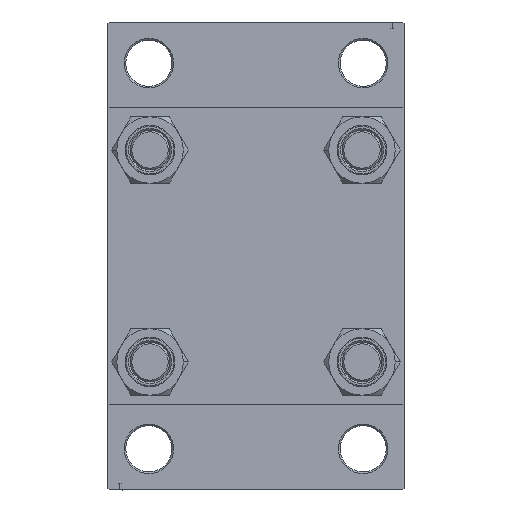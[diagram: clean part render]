
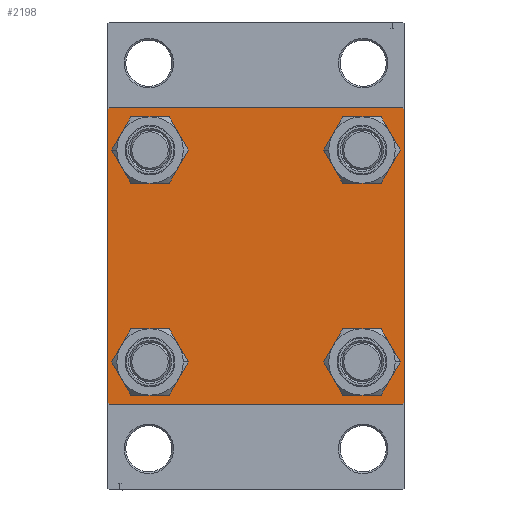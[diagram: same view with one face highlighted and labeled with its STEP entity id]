
A CAD part, left-side view. The second image highlights one B-rep face of the part: STEP entity #2198.
In plain terms, the highlighted planar face has unit normal (-1, 0, 0).
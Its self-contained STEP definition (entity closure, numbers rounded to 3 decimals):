
#113 = ORIENTED_EDGE ( 'NONE', *, *, #4135, .T. ) ;
#123 = CARTESIAN_POINT ( 'NONE',  ( 0., -45., 45. ) ) ;
#1042 = FACE_BOUND ( 'NONE', #34803, .T. ) ;
#1877 = AXIS2_PLACEMENT_3D ( 'NONE', #24962, #16577, #48096 ) ;
#2198 = ADVANCED_FACE ( 'NONE', ( #24717, #43531, #5351, #1042, #23979 ), #17079, .T. ) ;
#2231 = DIRECTION ( 'NONE',  ( 0., 0., -1. ) ) ;
#2584 = CIRCLE ( 'NONE', #14066, 6.5 ) ;
#2662 = AXIS2_PLACEMENT_3D ( 'NONE', #40944, #37120, #17813 ) ;
#2698 = LINE ( 'NONE', #49240, #13544 ) ;
#2767 = CARTESIAN_POINT ( 'NONE',  ( 0., 32.15, 32.15 ) ) ;
#3728 = AXIS2_PLACEMENT_3D ( 'NONE', #41212, #18089, #22160 ) ;
#4135 = EDGE_CURVE ( 'NONE', #47264, #27695, #48254, .T. ) ;
#4727 = VERTEX_POINT ( 'NONE', #11326 ) ;
#4969 = AXIS2_PLACEMENT_3D ( 'NONE', #8689, #35662, #5618 ) ;
#5351 = FACE_BOUND ( 'NONE', #36056, .T. ) ;
#5618 = DIRECTION ( 'NONE',  ( 0., 0., 1. ) ) ;
#5633 = DIRECTION ( 'NONE',  ( 1., 0., 0. ) ) ;
#5768 = DIRECTION ( 'NONE',  ( 0., 0., 1. ) ) ;
#6424 = CARTESIAN_POINT ( 'NONE',  ( 0., -32.15, 38.65 ) ) ;
#7671 = ORIENTED_EDGE ( 'NONE', *, *, #40473, .T. ) ;
#8689 = CARTESIAN_POINT ( 'NONE',  ( 0., -32.15, -32.15 ) ) ;
#8769 = LINE ( 'NONE', #16183, #42483 ) ;
#8784 = ORIENTED_EDGE ( 'NONE', *, *, #21638, .T. ) ;
#9065 = AXIS2_PLACEMENT_3D ( 'NONE', #10597, #14671, #23093 ) ;
#9213 = CARTESIAN_POINT ( 'NONE',  ( 0., 32.15, -32.15 ) ) ;
#10320 = EDGE_CURVE ( 'NONE', #4727, #12395, #27181, .T. ) ;
#10399 = EDGE_LOOP ( 'NONE', ( #11187, #113 ) ) ;
#10453 = CARTESIAN_POINT ( 'NONE',  ( 0., -44.5, -45. ) ) ;
#10597 = CARTESIAN_POINT ( 'NONE',  ( 0., -32.15, -32.15 ) ) ;
#10621 = VECTOR ( 'NONE', #32246, 1000. ) ;
#11187 = ORIENTED_EDGE ( 'NONE', *, *, #39630, .T. ) ;
#11326 = CARTESIAN_POINT ( 'NONE',  ( 0., 45., -44.5 ) ) ;
#11384 = LINE ( 'NONE', #19813, #33041 ) ;
#11639 = DIRECTION ( 'NONE',  ( 0., -0.707, 0.707 ) ) ;
#12395 = VERTEX_POINT ( 'NONE', #34118 ) ;
#12576 = EDGE_CURVE ( 'NONE', #14143, #16314, #45603, .T. ) ;
#12771 = CARTESIAN_POINT ( 'NONE',  ( 0., 44.5, 45. ) ) ;
#12916 = VERTEX_POINT ( 'NONE', #43641 ) ;
#12960 = ORIENTED_EDGE ( 'NONE', *, *, #10320, .T. ) ;
#13160 = CARTESIAN_POINT ( 'NONE',  ( 0., -32.15, 32.15 ) ) ;
#13544 = VECTOR ( 'NONE', #26124, 1000. ) ;
#14066 = AXIS2_PLACEMENT_3D ( 'NONE', #9213, #5633, #48861 ) ;
#14143 = VERTEX_POINT ( 'NONE', #21037 ) ;
#14671 = DIRECTION ( 'NONE',  ( 1., 0., 0. ) ) ;
#15641 = EDGE_CURVE ( 'NONE', #12916, #42534, #26919, .T. ) ;
#16183 = CARTESIAN_POINT ( 'NONE',  ( 0., -44.75, 44.75 ) ) ;
#16287 = ORIENTED_EDGE ( 'NONE', *, *, #18219, .T. ) ;
#16314 = VERTEX_POINT ( 'NONE', #31848 ) ;
#16401 = LINE ( 'NONE', #123, #34826 ) ;
#16577 = DIRECTION ( 'NONE',  ( -1., 0., 0. ) ) ;
#16857 = ORIENTED_EDGE ( 'NONE', *, *, #34603, .F. ) ;
#17075 = ORIENTED_EDGE ( 'NONE', *, *, #44615, .T. ) ;
#17079 = PLANE ( 'NONE',  #1877 ) ;
#17193 = AXIS2_PLACEMENT_3D ( 'NONE', #2767, #30251, #41937 ) ;
#17578 = CARTESIAN_POINT ( 'NONE',  ( 0., -45., -44.5 ) ) ;
#17813 = DIRECTION ( 'NONE',  ( 0., 0., 1. ) ) ;
#17861 = ORIENTED_EDGE ( 'NONE', *, *, #12576, .T. ) ;
#18089 = DIRECTION ( 'NONE',  ( 1., 0., 0. ) ) ;
#18219 = EDGE_CURVE ( 'NONE', #12395, #28882, #2698, .T. ) ;
#18802 = VERTEX_POINT ( 'NONE', #17578 ) ;
#19446 = LINE ( 'NONE', #34938, #40515 ) ;
#19813 = CARTESIAN_POINT ( 'NONE',  ( 0., -44.75, -44.75 ) ) ;
#20112 = ORIENTED_EDGE ( 'NONE', *, *, #15641, .T. ) ;
#21037 = CARTESIAN_POINT ( 'NONE',  ( 0., 32.15, 25.65 ) ) ;
#21076 = EDGE_CURVE ( 'NONE', #47632, #4727, #44711, .T. ) ;
#21120 = CARTESIAN_POINT ( 'NONE',  ( 0., -32.15, -25.65 ) ) ;
#21638 = EDGE_CURVE ( 'NONE', #16314, #14143, #28892, .T. ) ;
#22048 = CIRCLE ( 'NONE', #26081, 6.5 ) ;
#22160 = DIRECTION ( 'NONE',  ( 0., 0., 1. ) ) ;
#22421 = VERTEX_POINT ( 'NONE', #44335 ) ;
#23093 = DIRECTION ( 'NONE',  ( 0., 0., 1. ) ) ;
#23205 = CARTESIAN_POINT ( 'NONE',  ( 0., -44.5, 45. ) ) ;
#23377 = DIRECTION ( 'NONE',  ( 0., -0.707, -0.707 ) ) ;
#23979 = FACE_OUTER_BOUND ( 'NONE', #46072, .T. ) ;
#24038 = ORIENTED_EDGE ( 'NONE', *, *, #32066, .F. ) ;
#24315 = DIRECTION ( 'NONE',  ( 0., 0.707, 0.707 ) ) ;
#24717 = FACE_BOUND ( 'NONE', #10399, .T. ) ;
#24962 = CARTESIAN_POINT ( 'NONE',  ( 0., 0., 0. ) ) ;
#25064 = EDGE_CURVE ( 'NONE', #28882, #18802, #11384, .T. ) ;
#26081 = AXIS2_PLACEMENT_3D ( 'NONE', #13160, #47762, #5768 ) ;
#26124 = DIRECTION ( 'NONE',  ( 0., -1., 0. ) ) ;
#26676 = EDGE_LOOP ( 'NONE', ( #7671, #20112 ) ) ;
#26919 = CIRCLE ( 'NONE', #4969, 6.5 ) ;
#27181 = LINE ( 'NONE', #27433, #36499 ) ;
#27433 = CARTESIAN_POINT ( 'NONE',  ( 0., 44.75, -44.75 ) ) ;
#27695 = VERTEX_POINT ( 'NONE', #6424 ) ;
#27994 = ORIENTED_EDGE ( 'NONE', *, *, #25064, .T. ) ;
#28882 = VERTEX_POINT ( 'NONE', #10453 ) ;
#28892 = CIRCLE ( 'NONE', #3728, 6.5 ) ;
#29080 = CARTESIAN_POINT ( 'NONE',  ( 0., -32.15, 32.15 ) ) ;
#29930 = VERTEX_POINT ( 'NONE', #35389 ) ;
#30251 = DIRECTION ( 'NONE',  ( 1., 0., 0. ) ) ;
#31848 = CARTESIAN_POINT ( 'NONE',  ( 0., 32.15, 38.65 ) ) ;
#31900 = DIRECTION ( 'NONE',  ( 0., 0., -1. ) ) ;
#32066 = EDGE_CURVE ( 'NONE', #38375, #44790, #19446, .T. ) ;
#32246 = DIRECTION ( 'NONE',  ( 0., 0.707, -0.707 ) ) ;
#32986 = CARTESIAN_POINT ( 'NONE',  ( 0., 44.75, 44.75 ) ) ;
#33041 = VECTOR ( 'NONE', #11639, 1000. ) ;
#33638 = CARTESIAN_POINT ( 'NONE',  ( 0., 32.15, -38.65 ) ) ;
#34118 = CARTESIAN_POINT ( 'NONE',  ( 0., 44.5, -45. ) ) ;
#34603 = EDGE_CURVE ( 'NONE', #29930, #18802, #16401, .T. ) ;
#34803 = EDGE_LOOP ( 'NONE', ( #8784, #17861 ) ) ;
#34826 = VECTOR ( 'NONE', #31900, 1000. ) ;
#34938 = CARTESIAN_POINT ( 'NONE',  ( 0., 45., 45. ) ) ;
#35389 = CARTESIAN_POINT ( 'NONE',  ( 0., -45., 44.5 ) ) ;
#35662 = DIRECTION ( 'NONE',  ( 1., 0., 0. ) ) ;
#36056 = EDGE_LOOP ( 'NONE', ( #17075, #48841 ) ) ;
#36431 = VERTEX_POINT ( 'NONE', #33638 ) ;
#36499 = VECTOR ( 'NONE', #23377, 1000. ) ;
#37120 = DIRECTION ( 'NONE',  ( 1., 0., 0. ) ) ;
#38375 = VERTEX_POINT ( 'NONE', #12771 ) ;
#38501 = ORIENTED_EDGE ( 'NONE', *, *, #43187, .T. ) ;
#39342 = AXIS2_PLACEMENT_3D ( 'NONE', #29080, #44343, #48406 ) ;
#39611 = EDGE_CURVE ( 'NONE', #38375, #47632, #48259, .T. ) ;
#39630 = EDGE_CURVE ( 'NONE', #27695, #47264, #22048, .T. ) ;
#40473 = EDGE_CURVE ( 'NONE', #42534, #12916, #42371, .T. ) ;
#40515 = VECTOR ( 'NONE', #48133, 1000. ) ;
#40944 = CARTESIAN_POINT ( 'NONE',  ( 0., 32.15, -32.15 ) ) ;
#41038 = CARTESIAN_POINT ( 'NONE',  ( 0., -32.15, 25.65 ) ) ;
#41212 = CARTESIAN_POINT ( 'NONE',  ( 0., 32.15, 32.15 ) ) ;
#41501 = ORIENTED_EDGE ( 'NONE', *, *, #21076, .T. ) ;
#41840 = VECTOR ( 'NONE', #2231, 1000. ) ;
#41937 = DIRECTION ( 'NONE',  ( 0., 0., 1. ) ) ;
#42371 = CIRCLE ( 'NONE', #9065, 6.5 ) ;
#42483 = VECTOR ( 'NONE', #24315, 1000. ) ;
#42534 = VERTEX_POINT ( 'NONE', #21120 ) ;
#43187 = EDGE_CURVE ( 'NONE', #29930, #44790, #8769, .T. ) ;
#43531 = FACE_BOUND ( 'NONE', #26676, .T. ) ;
#43641 = CARTESIAN_POINT ( 'NONE',  ( 0., -32.15, -38.65 ) ) ;
#44335 = CARTESIAN_POINT ( 'NONE',  ( 0., 32.15, -25.65 ) ) ;
#44343 = DIRECTION ( 'NONE',  ( 1., 0., 0. ) ) ;
#44615 = EDGE_CURVE ( 'NONE', #22421, #36431, #2584, .T. ) ;
#44711 = LINE ( 'NONE', #44966, #41840 ) ;
#44790 = VERTEX_POINT ( 'NONE', #23205 ) ;
#44966 = CARTESIAN_POINT ( 'NONE',  ( 0., 45., 45. ) ) ;
#45603 = CIRCLE ( 'NONE', #17193, 6.5 ) ;
#46072 = EDGE_LOOP ( 'NONE', ( #41501, #12960, #16287, #27994, #16857, #38501, #24038, #46218 ) ) ;
#46218 = ORIENTED_EDGE ( 'NONE', *, *, #39611, .T. ) ;
#46560 = CIRCLE ( 'NONE', #2662, 6.5 ) ;
#46773 = EDGE_CURVE ( 'NONE', #36431, #22421, #46560, .T. ) ;
#47264 = VERTEX_POINT ( 'NONE', #41038 ) ;
#47632 = VERTEX_POINT ( 'NONE', #48631 ) ;
#47762 = DIRECTION ( 'NONE',  ( 1., 0., 0. ) ) ;
#48096 = DIRECTION ( 'NONE',  ( 0., 0., 1. ) ) ;
#48133 = DIRECTION ( 'NONE',  ( 0., -1., 0. ) ) ;
#48254 = CIRCLE ( 'NONE', #39342, 6.5 ) ;
#48259 = LINE ( 'NONE', #32986, #10621 ) ;
#48406 = DIRECTION ( 'NONE',  ( 0., 0., 1. ) ) ;
#48631 = CARTESIAN_POINT ( 'NONE',  ( 0., 45., 44.5 ) ) ;
#48841 = ORIENTED_EDGE ( 'NONE', *, *, #46773, .T. ) ;
#48861 = DIRECTION ( 'NONE',  ( 0., 0., 1. ) ) ;
#49240 = CARTESIAN_POINT ( 'NONE',  ( 0., 45., -45. ) ) ;
